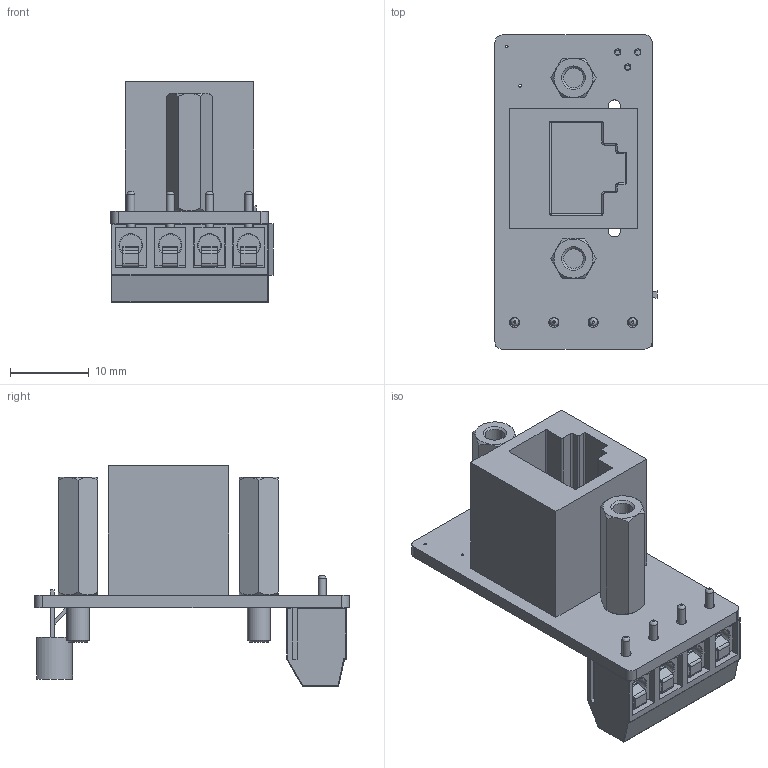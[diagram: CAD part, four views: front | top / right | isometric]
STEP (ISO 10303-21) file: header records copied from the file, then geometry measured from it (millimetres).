
FILE_DESCRIPTION(/* description */ (''),/* implementation_level */ '2;1');
FILE_NAME(/* name */ 'fan breakout.step',/* time_stamp */ '2022-01-27T03:37:33-05:00',/* author */ (''),/* organization */ (''),/* preprocessor_version */ 'ST-DEVELOPER v18.1',/* originating_system */ 'Autodesk Translation Framework v10.13.0.1454',/* authorisation */ '');
FILE_SCHEMA (('AUTOMOTIVE_DESIGN { 1 0 10303 214 3 1 1 }'));
Length unit declared in the file: millimetre
Products named in the file (9): fan breakout; breakout board v5; Board; Packages; SCREWTERMINAL-4P-5MM; TO92; LOGOMED; M3_M_TO_F_15MM_STANDOFF v1; M3_M_TO_F_15MM_STANDOFF v1 (1)
Assembly tree (8 placements, depth 4):
  fan breakout
    breakout board v5
      Board
      Packages
        SCREWTERMINAL-4P-5MM
        TO92
        LOGOMED
    M3_M_TO_F_15MM_STANDOFF v1
    M3_M_TO_F_15MM_STANDOFF v1 (1)
Bounding box: 20.63 x 40 x 28.08 mm (x, y, z)
Volume: 5974.5 mm3; surface area: 7079.4 mm2
Topology: 6 solids, 6 shells, 491 faces, 1192 edges, 736 vertices
Faces by surface type: plane 238, cylinder 167, torus 36, sphere 20, bspline 20, cone 10
Full cylindrical faces by diameter (mm): 0.35 x3, 0.813 x3, 0.889 x8, 1 x8, 1.3 x4, 1.5 x8, 1.6 x2, 2.5 x2, 2.8 x4, 2.9 x2, 3.251 x2, 3.3 x6, 3.5 x4
Entity records: 17767 total; most frequent: CARTESIAN_POINT 5709, DIRECTION 2488, ORIENTED_EDGE 2368, EDGE_CURVE 1184, AXIS2_PLACEMENT_3D 891, VERTEX_POINT 736, LINE 706, VECTOR 706
